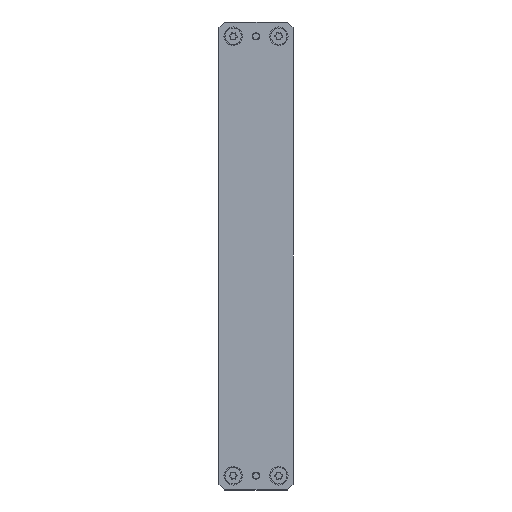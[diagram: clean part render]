
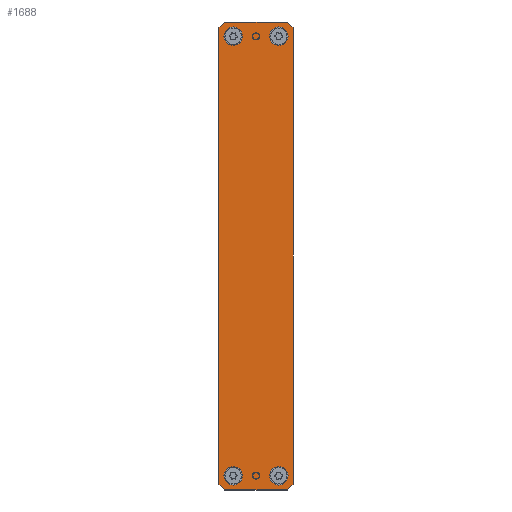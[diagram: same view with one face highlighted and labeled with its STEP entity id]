
A CAD part, left-side view. The second image highlights one B-rep face of the part: STEP entity #1688.
In plain terms, the highlighted face is planar.
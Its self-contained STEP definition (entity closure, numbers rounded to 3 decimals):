
#137 = CARTESIAN_POINT ( 'NONE',  ( 77., 0., 4.75 ) ) ;
#187 = CARTESIAN_POINT ( 'NONE',  ( 80., 0., -13. ) ) ;
#192 = ORIENTED_EDGE ( 'NONE', *, *, #597, .F. ) ;
#375 = DIRECTION ( 'NONE',  ( 0., -1., 0. ) ) ;
#396 = DIRECTION ( 'NONE',  ( 0., -1., 0. ) ) ;
#423 = ORIENTED_EDGE ( 'NONE', *, *, #3571, .F. ) ;
#487 = VECTOR ( 'NONE', #3681, 1000. ) ;
#534 = ORIENTED_EDGE ( 'NONE', *, *, #2460, .T. ) ;
#597 = EDGE_CURVE ( 'NONE', #9918, #3838, #9885, .T. ) ;
#740 = EDGE_LOOP ( 'NONE', ( #7520, #5608 ) ) ;
#945 = VECTOR ( 'NONE', #8292, 1000. ) ;
#967 = LINE ( 'NONE', #7587, #8643 ) ;
#1028 = EDGE_CURVE ( 'NONE', #2621, #10679, #967, .T. ) ;
#1116 = EDGE_CURVE ( 'NONE', #5881, #2936, #5925, .T. ) ;
#1183 = CARTESIAN_POINT ( 'NONE',  ( 77., 0., -11.25 ) ) ;
#1184 = CARTESIAN_POINT ( 'NONE',  ( 77., 0., 8. ) ) ;
#1255 = EDGE_LOOP ( 'NONE', ( #423, #192 ) ) ;
#1314 = VERTEX_POINT ( 'NONE', #6747 ) ;
#1370 = DIRECTION ( 'NONE',  ( 0., 0., -1. ) ) ;
#1426 = CIRCLE ( 'NONE', #11044, 3.25 ) ;
#1578 = AXIS2_PLACEMENT_3D ( 'NONE', #3386, #2536, #7910 ) ;
#1592 = AXIS2_PLACEMENT_3D ( 'NONE', #3873, #375, #1370 ) ;
#1642 = CARTESIAN_POINT ( 'NONE',  ( 77., 0., 11.25 ) ) ;
#1683 = AXIS2_PLACEMENT_3D ( 'NONE', #10025, #5592, #2345 ) ;
#1688 = ADVANCED_FACE ( 'NONE', ( #5044, #6018, #8583, #6076, #3495 ), #1731, .T. ) ;
#1731 = PLANE ( 'NONE',  #1578 ) ;
#1776 = EDGE_LOOP ( 'NONE', ( #7759, #8110, #7379, #5730, #9907, #4421, #6443, #534 ) ) ;
#1989 = DIRECTION ( 'NONE',  ( 0., 0., -1. ) ) ;
#2080 = AXIS2_PLACEMENT_3D ( 'NONE', #3484, #6063, #2525 ) ;
#2099 = VERTEX_POINT ( 'NONE', #6119 ) ;
#2219 = CIRCLE ( 'NONE', #8604, 3.25 ) ;
#2293 = CARTESIAN_POINT ( 'NONE',  ( -82., 0., 13. ) ) ;
#2345 = DIRECTION ( 'NONE',  ( 0., 0., -1. ) ) ;
#2377 = VERTEX_POINT ( 'NONE', #3080 ) ;
#2422 = ORIENTED_EDGE ( 'NONE', *, *, #10740, .F. ) ;
#2447 = CARTESIAN_POINT ( 'NONE',  ( -77., 0., 4.75 ) ) ;
#2460 = EDGE_CURVE ( 'NONE', #1314, #5638, #2563, .T. ) ;
#2499 = CIRCLE ( 'NONE', #1592, 3.25 ) ;
#2525 = DIRECTION ( 'NONE',  ( 0., 0., -1. ) ) ;
#2536 = DIRECTION ( 'NONE',  ( 0., -1., 0. ) ) ;
#2563 = LINE ( 'NONE', #8439, #9759 ) ;
#2621 = VERTEX_POINT ( 'NONE', #187 ) ;
#2702 = EDGE_LOOP ( 'NONE', ( #7031, #2422 ) ) ;
#2920 = EDGE_CURVE ( 'NONE', #10979, #6846, #5244, .T. ) ;
#2936 = VERTEX_POINT ( 'NONE', #2447 ) ;
#3080 = CARTESIAN_POINT ( 'NONE',  ( 80., 0., 13. ) ) ;
#3088 = LINE ( 'NONE', #9287, #945 ) ;
#3136 = DIRECTION ( 'NONE',  ( 0., -1., 0. ) ) ;
#3386 = CARTESIAN_POINT ( 'NONE',  ( 0., 0., 0. ) ) ;
#3433 = CARTESIAN_POINT ( 'NONE',  ( -82., 0., -11. ) ) ;
#3484 = CARTESIAN_POINT ( 'NONE',  ( -77., 0., 8. ) ) ;
#3495 = FACE_OUTER_BOUND ( 'NONE', #1776, .T. ) ;
#3571 = EDGE_CURVE ( 'NONE', #3838, #9918, #2499, .T. ) ;
#3681 = DIRECTION ( 'NONE',  ( 0., 0., -1. ) ) ;
#3838 = VERTEX_POINT ( 'NONE', #137 ) ;
#3873 = CARTESIAN_POINT ( 'NONE',  ( 77., 0., 8. ) ) ;
#4251 = EDGE_CURVE ( 'NONE', #7290, #10679, #6146, .T. ) ;
#4278 = DIRECTION ( 'NONE',  ( -0.707, 0., -0.707 ) ) ;
#4345 = EDGE_CURVE ( 'NONE', #10510, #8955, #1426, .T. ) ;
#4415 = VECTOR ( 'NONE', #9977, 1000. ) ;
#4421 = ORIENTED_EDGE ( 'NONE', *, *, #10106, .T. ) ;
#4428 = DIRECTION ( 'NONE',  ( 0., 0., -1. ) ) ;
#4516 = EDGE_CURVE ( 'NONE', #1314, #2377, #5107, .T. ) ;
#4743 = CARTESIAN_POINT ( 'NONE',  ( -77., 0., 8. ) ) ;
#4811 = AXIS2_PLACEMENT_3D ( 'NONE', #1184, #3136, #1989 ) ;
#5037 = DIRECTION ( 'NONE',  ( 0., 0., -1. ) ) ;
#5044 = FACE_BOUND ( 'NONE', #1255, .T. ) ;
#5107 = LINE ( 'NONE', #6830, #7995 ) ;
#5244 = CIRCLE ( 'NONE', #8339, 3.25 ) ;
#5337 = VECTOR ( 'NONE', #9698, 1000. ) ;
#5342 = CARTESIAN_POINT ( 'NONE',  ( -82., 0., -13. ) ) ;
#5344 = EDGE_LOOP ( 'NONE', ( #10952, #6397 ) ) ;
#5502 = CIRCLE ( 'NONE', #6240, 3.25 ) ;
#5558 = DIRECTION ( 'NONE',  ( -0.707, 0., 0.707 ) ) ;
#5592 = DIRECTION ( 'NONE',  ( 0., -1., 0. ) ) ;
#5608 = ORIENTED_EDGE ( 'NONE', *, *, #2920, .F. ) ;
#5638 = VERTEX_POINT ( 'NONE', #9042 ) ;
#5693 = CIRCLE ( 'NONE', #1683, 3.25 ) ;
#5726 = LINE ( 'NONE', #2293, #4415 ) ;
#5730 = ORIENTED_EDGE ( 'NONE', *, *, #1028, .T. ) ;
#5881 = VERTEX_POINT ( 'NONE', #11250 ) ;
#5925 = CIRCLE ( 'NONE', #2080, 3.25 ) ;
#6012 = DIRECTION ( 'NONE',  ( 0., -1., 0. ) ) ;
#6018 = FACE_BOUND ( 'NONE', #740, .T. ) ;
#6063 = DIRECTION ( 'NONE',  ( 0., -1., 0. ) ) ;
#6076 = FACE_BOUND ( 'NONE', #5344, .T. ) ;
#6119 = CARTESIAN_POINT ( 'NONE',  ( -80., 0., -13. ) ) ;
#6146 = LINE ( 'NONE', #8865, #487 ) ;
#6240 = AXIS2_PLACEMENT_3D ( 'NONE', #4743, #396, #10886 ) ;
#6319 = LINE ( 'NONE', #7291, #8945 ) ;
#6397 = ORIENTED_EDGE ( 'NONE', *, *, #1116, .F. ) ;
#6443 = ORIENTED_EDGE ( 'NONE', *, *, #4516, .F. ) ;
#6467 = LINE ( 'NONE', #5342, #5337 ) ;
#6559 = EDGE_CURVE ( 'NONE', #10732, #2099, #3088, .T. ) ;
#6652 = CARTESIAN_POINT ( 'NONE',  ( 82., 0., -11. ) ) ;
#6694 = CARTESIAN_POINT ( 'NONE',  ( 77., 0., -4.75 ) ) ;
#6747 = CARTESIAN_POINT ( 'NONE',  ( -80., 0., 13. ) ) ;
#6791 = DIRECTION ( 'NONE',  ( 0., 0., -1. ) ) ;
#6830 = CARTESIAN_POINT ( 'NONE',  ( -82., 0., 13. ) ) ;
#6846 = VERTEX_POINT ( 'NONE', #1183 ) ;
#7031 = ORIENTED_EDGE ( 'NONE', *, *, #4345, .F. ) ;
#7226 = CARTESIAN_POINT ( 'NONE',  ( -77., 0., -8. ) ) ;
#7290 = VERTEX_POINT ( 'NONE', #8427 ) ;
#7291 = CARTESIAN_POINT ( 'NONE',  ( 46.5, 0., 46.5 ) ) ;
#7379 = ORIENTED_EDGE ( 'NONE', *, *, #10560, .F. ) ;
#7520 = ORIENTED_EDGE ( 'NONE', *, *, #11012, .F. ) ;
#7587 = CARTESIAN_POINT ( 'NONE',  ( 46.5, 0., -46.5 ) ) ;
#7650 = CARTESIAN_POINT ( 'NONE',  ( 77., 0., -8. ) ) ;
#7759 = ORIENTED_EDGE ( 'NONE', *, *, #10592, .F. ) ;
#7910 = DIRECTION ( 'NONE',  ( 0., 0., -1. ) ) ;
#7995 = VECTOR ( 'NONE', #8418, 1000. ) ;
#8110 = ORIENTED_EDGE ( 'NONE', *, *, #6559, .T. ) ;
#8292 = DIRECTION ( 'NONE',  ( 0.707, 0., -0.707 ) ) ;
#8339 = AXIS2_PLACEMENT_3D ( 'NONE', #7650, #8429, #6791 ) ;
#8418 = DIRECTION ( 'NONE',  ( 1., 0., 0. ) ) ;
#8427 = CARTESIAN_POINT ( 'NONE',  ( 82., 0., 11. ) ) ;
#8429 = DIRECTION ( 'NONE',  ( 0., -1., 0. ) ) ;
#8439 = CARTESIAN_POINT ( 'NONE',  ( -46.5, 0., 46.5 ) ) ;
#8583 = FACE_BOUND ( 'NONE', #2702, .T. ) ;
#8604 = AXIS2_PLACEMENT_3D ( 'NONE', #9404, #6012, #5037 ) ;
#8643 = VECTOR ( 'NONE', #10269, 1000. ) ;
#8865 = CARTESIAN_POINT ( 'NONE',  ( 82., 0., 13. ) ) ;
#8945 = VECTOR ( 'NONE', #5558, 1000. ) ;
#8955 = VERTEX_POINT ( 'NONE', #9991 ) ;
#9042 = CARTESIAN_POINT ( 'NONE',  ( -82., 0., 11. ) ) ;
#9287 = CARTESIAN_POINT ( 'NONE',  ( -46.5, 0., -46.5 ) ) ;
#9404 = CARTESIAN_POINT ( 'NONE',  ( -77., 0., -8. ) ) ;
#9698 = DIRECTION ( 'NONE',  ( -1., 0., 0. ) ) ;
#9759 = VECTOR ( 'NONE', #4278, 1000. ) ;
#9862 = CARTESIAN_POINT ( 'NONE',  ( -77., 0., -11.25 ) ) ;
#9885 = CIRCLE ( 'NONE', #4811, 3.25 ) ;
#9907 = ORIENTED_EDGE ( 'NONE', *, *, #4251, .F. ) ;
#9918 = VERTEX_POINT ( 'NONE', #1642 ) ;
#9977 = DIRECTION ( 'NONE',  ( 0., 0., 1. ) ) ;
#9991 = CARTESIAN_POINT ( 'NONE',  ( -77., 0., -4.75 ) ) ;
#10025 = CARTESIAN_POINT ( 'NONE',  ( 77., 0., -8. ) ) ;
#10106 = EDGE_CURVE ( 'NONE', #7290, #2377, #6319, .T. ) ;
#10269 = DIRECTION ( 'NONE',  ( 0.707, 0., 0.707 ) ) ;
#10510 = VERTEX_POINT ( 'NONE', #9862 ) ;
#10560 = EDGE_CURVE ( 'NONE', #2621, #2099, #6467, .T. ) ;
#10592 = EDGE_CURVE ( 'NONE', #10732, #5638, #5726, .T. ) ;
#10670 = DIRECTION ( 'NONE',  ( 0., -1., 0. ) ) ;
#10679 = VERTEX_POINT ( 'NONE', #6652 ) ;
#10712 = EDGE_CURVE ( 'NONE', #2936, #5881, #5502, .T. ) ;
#10732 = VERTEX_POINT ( 'NONE', #3433 ) ;
#10740 = EDGE_CURVE ( 'NONE', #8955, #10510, #2219, .T. ) ;
#10886 = DIRECTION ( 'NONE',  ( 0., 0., -1. ) ) ;
#10952 = ORIENTED_EDGE ( 'NONE', *, *, #10712, .F. ) ;
#10979 = VERTEX_POINT ( 'NONE', #6694 ) ;
#11012 = EDGE_CURVE ( 'NONE', #6846, #10979, #5693, .T. ) ;
#11044 = AXIS2_PLACEMENT_3D ( 'NONE', #7226, #10670, #4428 ) ;
#11250 = CARTESIAN_POINT ( 'NONE',  ( -77., 0., 11.25 ) ) ;
